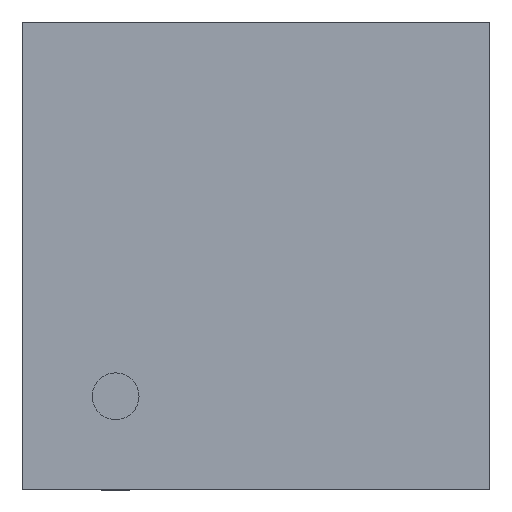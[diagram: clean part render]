
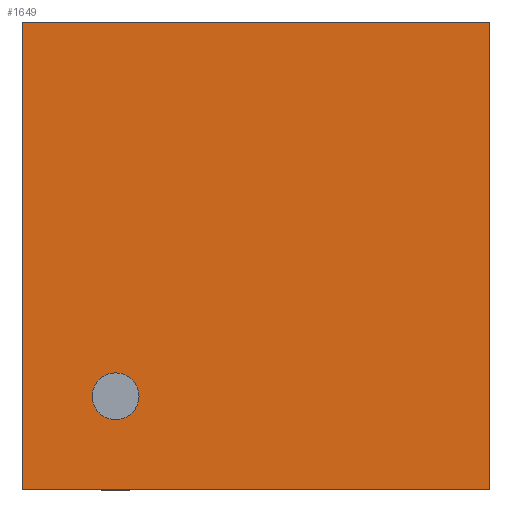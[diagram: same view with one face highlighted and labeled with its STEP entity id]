
A CAD part, top view. The second image highlights one B-rep face of the part: STEP entity #1649.
In plain terms, the highlighted planar face has unit normal (0, 0, 1).
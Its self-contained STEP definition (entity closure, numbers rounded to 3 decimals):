
#13 = DIRECTION ( 'NONE',  ( 0., 0., 1. ) ) ;
#21 = EDGE_CURVE ( 'NONE', #2987, #642, #3974, .T. ) ;
#330 = PLANE ( 'NONE',  #3633 ) ;
#357 = CARTESIAN_POINT ( 'NONE',  ( 0., 0., 0.73 ) ) ;
#404 = LINE ( 'NONE', #1103, #662 ) ;
#558 = EDGE_CURVE ( 'NONE', #2039, #1360, #404, .T. ) ;
#586 = VERTEX_POINT ( 'NONE', #2417 ) ;
#642 = VERTEX_POINT ( 'NONE', #1303 ) ;
#652 = DIRECTION ( 'NONE',  ( 0., -1., 0. ) ) ;
#662 = VECTOR ( 'NONE', #1970, 1000. ) ;
#796 = CARTESIAN_POINT ( 'NONE',  ( 2.5, 2.5, 0.73 ) ) ;
#1103 = CARTESIAN_POINT ( 'NONE',  ( -2.5, 2.5, 0.73 ) ) ;
#1303 = CARTESIAN_POINT ( 'NONE',  ( -1.25, -1.5, 0.73 ) ) ;
#1360 = VERTEX_POINT ( 'NONE', #2437 ) ;
#1415 = DIRECTION ( 'NONE',  ( 1., 0., 0. ) ) ;
#1545 = CARTESIAN_POINT ( 'NONE',  ( -1.75, -1.5, 0.73 ) ) ;
#1613 = DIRECTION ( 'NONE',  ( 0., 1., 0. ) ) ;
#1625 = EDGE_CURVE ( 'NONE', #642, #2987, #3149, .T. ) ;
#1649 = ADVANCED_FACE ( 'NONE', ( #4995, #3071 ), #330, .T. ) ;
#1767 = ORIENTED_EDGE ( 'NONE', *, *, #1997, .T. ) ;
#1814 = CARTESIAN_POINT ( 'NONE',  ( -1.5, -1.5, 0.73 ) ) ;
#1834 = VERTEX_POINT ( 'NONE', #3290 ) ;
#1954 = ORIENTED_EDGE ( 'NONE', *, *, #4118, .T. ) ;
#1970 = DIRECTION ( 'NONE',  ( -1., 0., 0. ) ) ;
#1997 = EDGE_CURVE ( 'NONE', #1360, #1834, #2605, .T. ) ;
#2039 = VERTEX_POINT ( 'NONE', #3935 ) ;
#2270 = DIRECTION ( 'NONE',  ( 0., 0., 1. ) ) ;
#2415 = EDGE_CURVE ( 'NONE', #1834, #586, #3999, .T. ) ;
#2417 = CARTESIAN_POINT ( 'NONE',  ( 2.5, -2.5, 0.73 ) ) ;
#2437 = CARTESIAN_POINT ( 'NONE',  ( -2.5, 2.5, 0.73 ) ) ;
#2605 = LINE ( 'NONE', #4232, #3317 ) ;
#2663 = ORIENTED_EDGE ( 'NONE', *, *, #21, .F. ) ;
#2841 = AXIS2_PLACEMENT_3D ( 'NONE', #4567, #2270, #1415 ) ;
#2943 = CARTESIAN_POINT ( 'NONE',  ( -2.5, -2.5, 0.73 ) ) ;
#2987 = VERTEX_POINT ( 'NONE', #1545 ) ;
#3071 = FACE_OUTER_BOUND ( 'NONE', #3237, .T. ) ;
#3149 = CIRCLE ( 'NONE', #4045, 0.25 ) ;
#3231 = LINE ( 'NONE', #796, #4192 ) ;
#3237 = EDGE_LOOP ( 'NONE', ( #1767, #4598, #1954, #4488 ) ) ;
#3290 = CARTESIAN_POINT ( 'NONE',  ( -2.5, -2.5, 0.73 ) ) ;
#3317 = VECTOR ( 'NONE', #652, 1000. ) ;
#3451 = ORIENTED_EDGE ( 'NONE', *, *, #1625, .F. ) ;
#3473 = VECTOR ( 'NONE', #4500, 1000. ) ;
#3478 = DIRECTION ( 'NONE',  ( 1., 0., 0. ) ) ;
#3633 = AXIS2_PLACEMENT_3D ( 'NONE', #357, #13, #3478 ) ;
#3779 = DIRECTION ( 'NONE',  ( 1., 0., 0. ) ) ;
#3935 = CARTESIAN_POINT ( 'NONE',  ( 2.5, 2.5, 0.73 ) ) ;
#3974 = CIRCLE ( 'NONE', #2841, 0.25 ) ;
#3999 = LINE ( 'NONE', #2943, #3473 ) ;
#4045 = AXIS2_PLACEMENT_3D ( 'NONE', #1814, #4559, #3779 ) ;
#4118 = EDGE_CURVE ( 'NONE', #586, #2039, #3231, .T. ) ;
#4192 = VECTOR ( 'NONE', #1613, 1000. ) ;
#4232 = CARTESIAN_POINT ( 'NONE',  ( -2.5, 2.5, 0.73 ) ) ;
#4488 = ORIENTED_EDGE ( 'NONE', *, *, #558, .T. ) ;
#4500 = DIRECTION ( 'NONE',  ( 1., 0., 0. ) ) ;
#4559 = DIRECTION ( 'NONE',  ( 0., 0., 1. ) ) ;
#4567 = CARTESIAN_POINT ( 'NONE',  ( -1.5, -1.5, 0.73 ) ) ;
#4598 = ORIENTED_EDGE ( 'NONE', *, *, #2415, .T. ) ;
#4995 = FACE_BOUND ( 'NONE', #5024, .T. ) ;
#5024 = EDGE_LOOP ( 'NONE', ( #3451, #2663 ) ) ;
